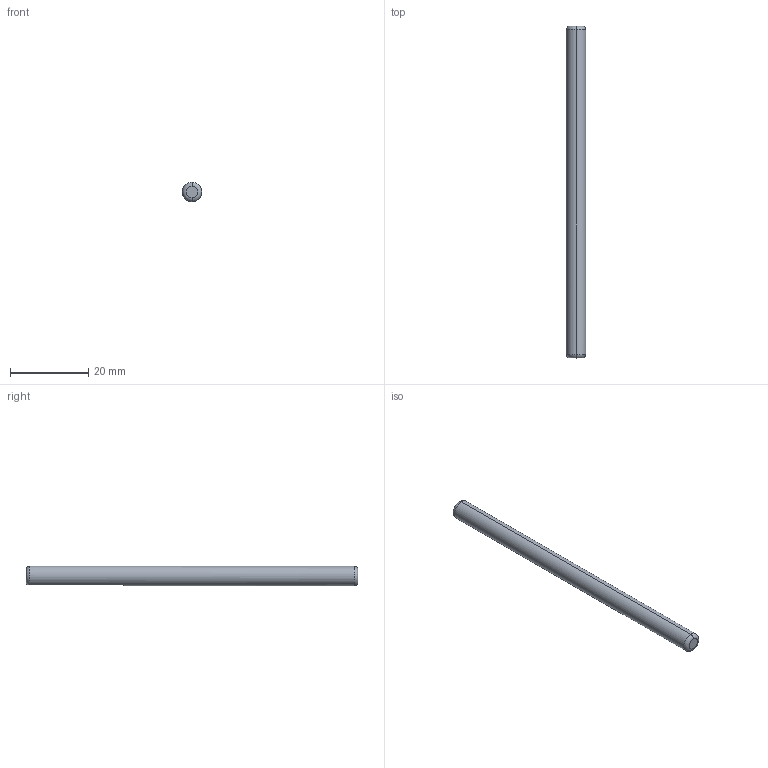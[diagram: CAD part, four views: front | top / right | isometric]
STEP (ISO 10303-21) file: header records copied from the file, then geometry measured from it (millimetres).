
FILE_DESCRIPTION (( 'STEP AP203' ), '1' );
FILE_NAME ('stepper motor shaft.STEP', '2024-09-13T03:14:59', ( 'hp' ), ( 'HP' ), 'SwSTEP 2.0', 'SolidWorks 2024', '' );
FILE_SCHEMA (( 'CONFIG_CONTROL_DESIGN' ));
Length unit declared in the file: millimetre
Products named in the file (1): stepper motor shaft
Bounding box: 5 x 85 x 5 mm (x, y, z)
Volume: 1653.9 mm3; surface area: 1358.5 mm2
Topology: 1 solids, 1 shells, 10 faces, 21 edges, 13 vertices
Faces by surface type: torus 4, plane 4, cylinder 2
Entity records: 364 total; most frequent: CARTESIAN_POINT 63, DIRECTION 55, ORIENTED_EDGE 42, AXIS2_PLACEMENT_3D 25, EDGE_CURVE 21, CIRCLE 14, VERTEX_POINT 13, ADVANCED_FACE 10
